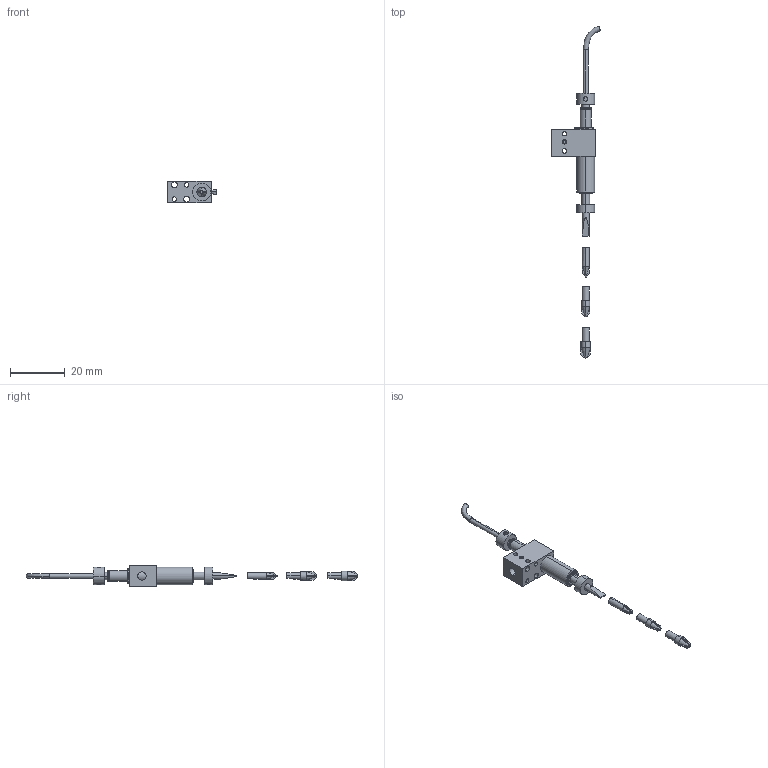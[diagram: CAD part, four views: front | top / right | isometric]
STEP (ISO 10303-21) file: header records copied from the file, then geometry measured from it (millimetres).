
FILE_DESCRIPTION (( 'STEP AP214' ), '1' );
FILE_NAME ('29292~2.STEP', '2019-02-01T08:35:27', ( '' ), ( '' ), 'SwSTEP 2.0', 'SolidWorks 2018', '' );
FILE_SCHEMA (( 'AUTOMOTIVE_DESIGN' ));
Length unit declared in the file: millimetre
Products named in the file (22): 41271~1_S; 27722~0; 25267~0; 25259~1; 36034~0; FE-113_30~0; DIN914~n_M02,0x03; 27725~3; 38379~0; 14985~0; SP-098_xxx_S~1; 41132~1_S; 47246~0_S; 25262~2; 41272~0; 36033~0; 47251~0_S; 47245~0_S; 29292~2; DIN913~n_M02,0x02; 27791~4; 27721~5
Assembly tree (25 placements, depth 4):
  29292~2
    27791~4
      25262~2
      25259~1
      27725~3
      27721~5
      38379~0  x2
      DIN913~n_M02,0x02  x4
      14985~0
      SP-098_xxx_S~1
      FE-113_30~0
      47251~0_S
        DIN914~n_M02,0x03
    25267~0
    41132~1_S
      27722~0
    47246~0_S
      36034~0
    47245~0_S
      36033~0
    41271~1_S
      41272~0
Bounding box: 17.93 x 121.22 x 8 mm (x, y, z)
Volume: 1823.3 mm3; surface area: 4016.5 mm2
Topology: 19 solids, 19 shells, 376 faces, 933 edges, 597 vertices
Faces by surface type: plane 146, cylinder 131, cone 92, bspline 7
Entity records: 16977 total; most frequent: CARTESIAN_POINT 7091, DIRECTION 1658, ORIENTED_EDGE 1618, EDGE_CURVE 809, AXIS2_PLACEMENT_3D 660, VERTEX_POINT 527, EDGE_LOOP 376, VECTOR 338
